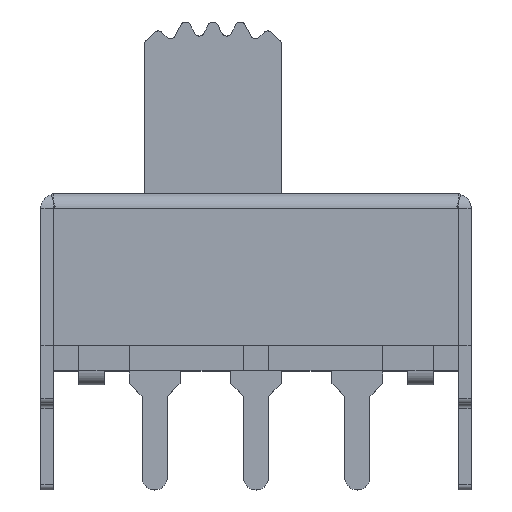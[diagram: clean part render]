
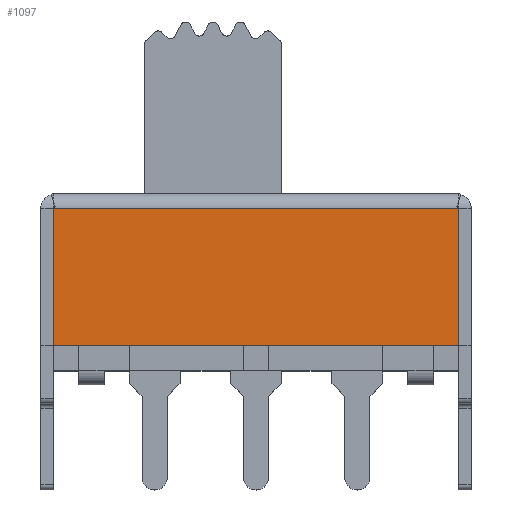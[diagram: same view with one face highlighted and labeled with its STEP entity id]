
A CAD part, top view. The second image highlights one B-rep face of the part: STEP entity #1097.
In plain terms, the highlighted planar face has unit normal (0, 0, 1).
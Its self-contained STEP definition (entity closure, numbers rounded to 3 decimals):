
#629 = CARTESIAN_POINT ( 'NONE',  ( -8., 2.283, 3.75 ) ) ;
#831 = DIRECTION ( 'NONE',  ( 0., -1., 0. ) ) ;
#1030 = DIRECTION ( 'NONE',  ( 1., 0., 0. ) ) ;
#1097 = ADVANCED_FACE ( 'NONE', ( #3926 ), #6684, .T. ) ;
#1258 = DIRECTION ( 'NONE',  ( -1., 0., 0. ) ) ;
#1804 = ORIENTED_EDGE ( 'NONE', *, *, #4270, .F. ) ;
#1822 = VECTOR ( 'NONE', #3396, 1000. ) ;
#2114 = ORIENTED_EDGE ( 'NONE', *, *, #4842, .F. ) ;
#2234 = LINE ( 'NONE', #8434, #5474 ) ;
#2288 = LINE ( 'NONE', #8724, #4006 ) ;
#2407 = VECTOR ( 'NONE', #1258, 1000. ) ;
#2757 = CARTESIAN_POINT ( 'NONE',  ( 8., 2.283, 3.75 ) ) ;
#3366 = EDGE_CURVE ( 'NONE', #6538, #3661, #8226, .T. ) ;
#3396 = DIRECTION ( 'NONE',  ( 1., 0., 0. ) ) ;
#3661 = VERTEX_POINT ( 'NONE', #5800 ) ;
#3926 = FACE_OUTER_BOUND ( 'NONE', #4122, .T. ) ;
#3927 = CARTESIAN_POINT ( 'NONE',  ( 0., 2.283, 3.75 ) ) ;
#4006 = VECTOR ( 'NONE', #7330, 1000. ) ;
#4122 = EDGE_LOOP ( 'NONE', ( #7671, #1804, #2114, #8607 ) ) ;
#4270 = EDGE_CURVE ( 'NONE', #5644, #6538, #2288, .T. ) ;
#4842 = EDGE_CURVE ( 'NONE', #8857, #5644, #7343, .T. ) ;
#5215 = CARTESIAN_POINT ( 'NONE',  ( -8., 2.283, 3.75 ) ) ;
#5394 = AXIS2_PLACEMENT_3D ( 'NONE', #5215, #7254, #1030 ) ;
#5474 = VECTOR ( 'NONE', #831, 1000. ) ;
#5644 = VERTEX_POINT ( 'NONE', #629 ) ;
#5800 = CARTESIAN_POINT ( 'NONE',  ( 8., 7.7, 3.75 ) ) ;
#6083 = EDGE_CURVE ( 'NONE', #3661, #8857, #2234, .T. ) ;
#6427 = CARTESIAN_POINT ( 'NONE',  ( -8., 7.7, 3.75 ) ) ;
#6538 = VERTEX_POINT ( 'NONE', #6427 ) ;
#6684 = PLANE ( 'NONE',  #5394 ) ;
#6885 = CARTESIAN_POINT ( 'NONE',  ( 0., 7.7, 3.75 ) ) ;
#7254 = DIRECTION ( 'NONE',  ( 0., 0., 1. ) ) ;
#7330 = DIRECTION ( 'NONE',  ( 0., 1., 0. ) ) ;
#7343 = LINE ( 'NONE', #3927, #2407 ) ;
#7671 = ORIENTED_EDGE ( 'NONE', *, *, #3366, .F. ) ;
#8226 = LINE ( 'NONE', #6885, #1822 ) ;
#8434 = CARTESIAN_POINT ( 'NONE',  ( 8., 4.991, 3.75 ) ) ;
#8607 = ORIENTED_EDGE ( 'NONE', *, *, #6083, .F. ) ;
#8724 = CARTESIAN_POINT ( 'NONE',  ( -8., 4.991, 3.75 ) ) ;
#8857 = VERTEX_POINT ( 'NONE', #2757 ) ;
